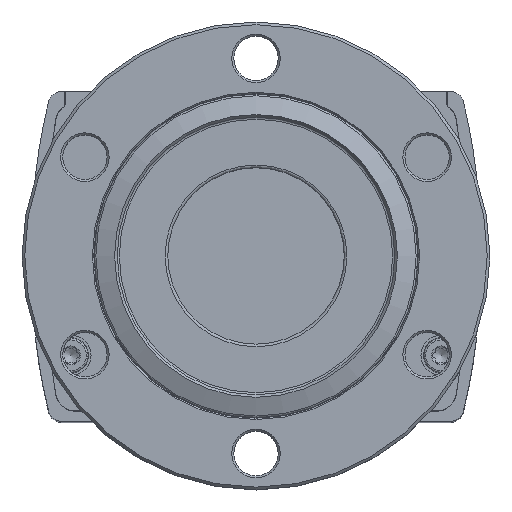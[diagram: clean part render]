
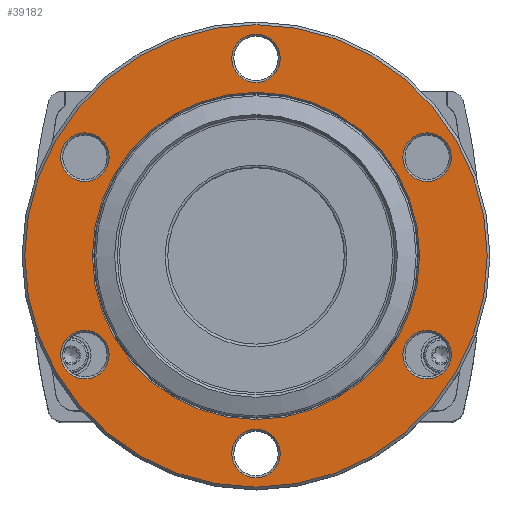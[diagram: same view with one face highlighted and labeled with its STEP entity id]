
A CAD part, top view. The second image highlights one B-rep face of the part: STEP entity #39182.
In plain terms, the highlighted planar face has unit normal (0, 0, 1).
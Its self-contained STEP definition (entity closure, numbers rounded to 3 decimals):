
#215=FACE_BOUND('',#6142,.T.);
#216=FACE_BOUND('',#6143,.T.);
#217=FACE_BOUND('',#6144,.T.);
#218=FACE_BOUND('',#6145,.T.);
#219=FACE_BOUND('',#6146,.T.);
#220=FACE_BOUND('',#6147,.T.);
#221=FACE_BOUND('',#6148,.T.);
#2159=PLANE('',#41483);
#4123=FACE_OUTER_BOUND('',#6141,.T.);
#6141=EDGE_LOOP('',(#34734));
#6142=EDGE_LOOP('',(#34735));
#6143=EDGE_LOOP('',(#34736));
#6144=EDGE_LOOP('',(#34737));
#6145=EDGE_LOOP('',(#34738));
#6146=EDGE_LOOP('',(#34739));
#6147=EDGE_LOOP('',(#34740));
#6148=EDGE_LOOP('',(#34741));
#15453=CIRCLE('',#41482,24.3);
#15454=CIRCLE('',#41484,34.35);
#15455=CIRCLE('',#41485,3.6);
#15456=CIRCLE('',#41486,3.6);
#15457=CIRCLE('',#41487,3.6);
#15458=CIRCLE('',#41488,3.6);
#15459=CIRCLE('',#41489,3.6);
#15460=CIRCLE('',#41490,3.6);
#18974=VERTEX_POINT('',#64644);
#18975=VERTEX_POINT('',#64648);
#18976=VERTEX_POINT('',#64650);
#18977=VERTEX_POINT('',#64652);
#18978=VERTEX_POINT('',#64654);
#18979=VERTEX_POINT('',#64656);
#18980=VERTEX_POINT('',#64658);
#18981=VERTEX_POINT('',#64660);
#24248=EDGE_CURVE('',#18974,#18974,#15453,.T.);
#24249=EDGE_CURVE('',#18975,#18975,#15454,.T.);
#24250=EDGE_CURVE('',#18976,#18976,#15455,.T.);
#24251=EDGE_CURVE('',#18977,#18977,#15456,.T.);
#24252=EDGE_CURVE('',#18978,#18978,#15457,.T.);
#24253=EDGE_CURVE('',#18979,#18979,#15458,.T.);
#24254=EDGE_CURVE('',#18980,#18980,#15459,.T.);
#24255=EDGE_CURVE('',#18981,#18981,#15460,.T.);
#34734=ORIENTED_EDGE('',*,*,#24249,.F.);
#34735=ORIENTED_EDGE('',*,*,#24250,.F.);
#34736=ORIENTED_EDGE('',*,*,#24251,.F.);
#34737=ORIENTED_EDGE('',*,*,#24252,.F.);
#34738=ORIENTED_EDGE('',*,*,#24253,.F.);
#34739=ORIENTED_EDGE('',*,*,#24254,.F.);
#34740=ORIENTED_EDGE('',*,*,#24255,.F.);
#34741=ORIENTED_EDGE('',*,*,#24248,.F.);
#39182=ADVANCED_FACE('',(#4123,#215,#216,#217,#218,#219,#220,#221),#2159,
 .T.);
#41482=AXIS2_PLACEMENT_3D('',#64646,#50357,#50358);
#41483=AXIS2_PLACEMENT_3D('',#64647,#50359,#50360);
#41484=AXIS2_PLACEMENT_3D('',#64649,#50361,#50362);
#41485=AXIS2_PLACEMENT_3D('',#64651,#50363,#50364);
#41486=AXIS2_PLACEMENT_3D('',#64653,#50365,#50366);
#41487=AXIS2_PLACEMENT_3D('',#64655,#50367,#50368);
#41488=AXIS2_PLACEMENT_3D('',#64657,#50369,#50370);
#41489=AXIS2_PLACEMENT_3D('',#64659,#50371,#50372);
#41490=AXIS2_PLACEMENT_3D('',#64661,#50373,#50374);
#50357=DIRECTION('center_axis',(0.,0.,
1.));
#50358=DIRECTION('ref_axis',(1.,0.,0.));
#50359=DIRECTION('center_axis',(0.,0.,
1.));
#50360=DIRECTION('ref_axis',(0.,1.,0.));
#50361=DIRECTION('center_axis',(0.,0.,
-1.));
#50362=DIRECTION('ref_axis',(1.,0.,0.));
#50363=DIRECTION('center_axis',(0.,0.,
1.));
#50364=DIRECTION('ref_axis',(-0.866,-0.5,0.));
#50365=DIRECTION('center_axis',(0.,0.,
1.));
#50366=DIRECTION('ref_axis',(0.,1.,0.));
#50367=DIRECTION('center_axis',(0.,0.,
1.));
#50368=DIRECTION('ref_axis',(0.866,-0.5,0.));
#50369=DIRECTION('center_axis',(0.,0.,
1.));
#50370=DIRECTION('ref_axis',(0.,-1.,0.));
#50371=DIRECTION('center_axis',(0.,0.,
1.));
#50372=DIRECTION('ref_axis',(0.866,0.5,0.));
#50373=DIRECTION('center_axis',(0.,0.,
1.));
#50374=DIRECTION('ref_axis',(-0.866,0.5,0.));
#64644=CARTESIAN_POINT('',(-24.3,0.,92.4));
#64646=CARTESIAN_POINT('Origin',(0.,0.,
92.4));
#64647=CARTESIAN_POINT('Origin',(-29.425,0.,92.4));
#64648=CARTESIAN_POINT('',(-34.35,0.,92.4));
#64649=CARTESIAN_POINT('Origin',(0.,0.,
92.4));
#64650=CARTESIAN_POINT('',(3.118,31.15,92.4));
#64651=CARTESIAN_POINT('Origin',(0.,29.35,92.4));
#64652=CARTESIAN_POINT('',(25.418,-18.275,92.4));
#64653=CARTESIAN_POINT('Origin',(25.418,-14.675,92.4));
#64654=CARTESIAN_POINT('',(-28.536,-12.875,92.4));
#64655=CARTESIAN_POINT('Origin',(-25.418,-14.675,92.4));
#64656=CARTESIAN_POINT('',(-25.418,18.275,92.4));
#64657=CARTESIAN_POINT('Origin',(-25.418,14.675,92.4));
#64658=CARTESIAN_POINT('',(-3.118,-31.15,92.4));
#64659=CARTESIAN_POINT('Origin',(0.,-29.35,92.4));
#64660=CARTESIAN_POINT('',(28.536,12.875,92.4));
#64661=CARTESIAN_POINT('Origin',(25.418,14.675,92.4));
